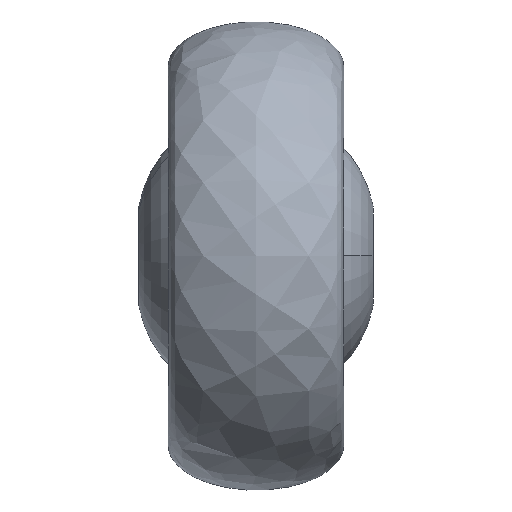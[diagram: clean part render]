
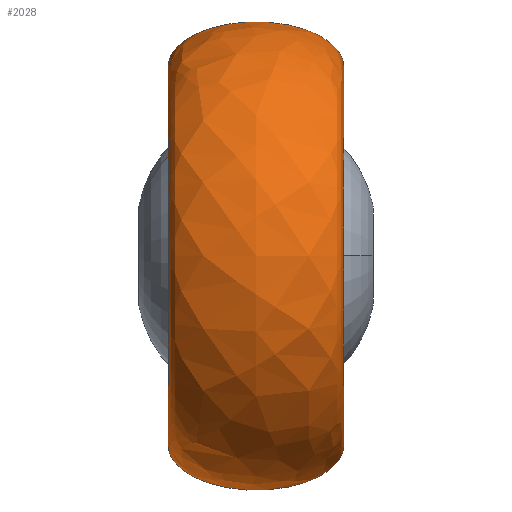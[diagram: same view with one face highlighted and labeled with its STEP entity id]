
A CAD part, top view. The second image highlights one B-rep face of the part: STEP entity #2028.
In plain terms, the highlighted free-form (B-spline) face has degree [3, 3] with [4, 4] control points.
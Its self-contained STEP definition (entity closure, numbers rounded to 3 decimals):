
#33 = CARTESIAN_POINT ( 'NONE',  ( 15., 32.25, 0. ) ) ;
#53 = VERTEX_POINT ( 'NONE', #1450 ) ;
#130 = AXIS2_PLACEMENT_3D ( 'NONE', #3130, #3775, #3141 ) ;
#143 = FACE_OUTER_BOUND ( 'NONE', #3136, .T. ) ;
#258 = DIRECTION ( 'NONE',  ( -1., 0., 0. ) ) ;
#424 = CARTESIAN_POINT ( 'NONE',  ( -15., -32.25, 0. ) ) ;
#502 = CARTESIAN_POINT ( 'NONE',  ( -15., -47.75, 0. ) ) ;
#520 = ORIENTED_EDGE ( 'NONE', *, *, #596, .T. ) ;
#596 = EDGE_CURVE ( 'NONE', #53, #3474, #2340, .T. ) ;
#986 = EDGE_CURVE ( 'NONE', #1437, #1435, #1064, .T. ) ;
#1012 = AXIS2_PLACEMENT_3D ( 'NONE', #4221, #258, #2261 ) ;
#1038 = EDGE_CURVE ( 'NONE', #53, #1437, #2020, .T. ) ;
#1064 = CIRCLE ( 'NONE', #130, 32.25 ) ;
#1115 = CARTESIAN_POINT ( 'NONE',  ( -15., 32.25, 0. ) ) ;
#1255 = EDGE_CURVE ( 'NONE', #3474, #1435, #1429, .T. ) ;
#1272 = CARTESIAN_POINT ( 'NONE',  ( -15., -47.75, 0. ) ) ;
#1285 = CARTESIAN_POINT ( 'NONE',  ( 15., 32.25, 0. ) ) ;
#1296 = CARTESIAN_POINT ( 'NONE',  ( 15., -32.25, 0. ) ) ;
#1312 = CARTESIAN_POINT ( 'NONE',  ( 15., -47.75, 95.5 ) ) ;
#1354 = CARTESIAN_POINT ( 'NONE',  ( -15., 32.25, 0. ) ) ;
#1377 =( BOUNDED_SURFACE ( )  B_SPLINE_SURFACE ( 3, 3, ( 
 ( #1296, #2959, #3612, #1285 ),
 ( #3921, #1312, #1619, #1976 ),
 ( #1272, #2296, #1952, #2599 ),
 ( #2266, #3298, #3589, #4242 ) ),
 .UNSPECIFIED., .F., .F., .F. ) 
 B_SPLINE_SURFACE_WITH_KNOTS ( ( 4, 4 ),
 ( 4, 4 ),
 ( 0., 1. ),
 ( 0., 1. ),
 .UNSPECIFIED. ) 
 GEOMETRIC_REPRESENTATION_ITEM ( )  RATIONAL_B_SPLINE_SURFACE ( (
 ( 1., 0.333, 0.333, 1.),
 ( 0.333, 0.111, 0.111, 0.333),
 ( 0.333, 0.111, 0.111, 0.333),
 ( 1., 0.333, 0.333, 1.) ) ) 
 REPRESENTATION_ITEM ( '' )  SURFACE ( )  );
#1429 =( BOUNDED_CURVE ( )  B_SPLINE_CURVE ( 3, ( #33, #2682, #2357, #1354 ),
 .UNSPECIFIED., .F., .F. ) 
 B_SPLINE_CURVE_WITH_KNOTS ( ( 4, 4 ),
 ( 0., 1. ),
 .UNSPECIFIED. ) 
 CURVE ( )  GEOMETRIC_REPRESENTATION_ITEM ( )  RATIONAL_B_SPLINE_CURVE ( ( 1., 0.333, 0.333, 1. ) ) 
 REPRESENTATION_ITEM ( '' )  );
#1435 = VERTEX_POINT ( 'NONE', #1115 ) ;
#1437 = VERTEX_POINT ( 'NONE', #424 ) ;
#1450 = CARTESIAN_POINT ( 'NONE',  ( 15., -32.25, 0. ) ) ;
#1489 = CARTESIAN_POINT ( 'NONE',  ( 15., -47.75, 0. ) ) ;
#1619 = CARTESIAN_POINT ( 'NONE',  ( 15., 47.75, 95.5 ) ) ;
#1952 = CARTESIAN_POINT ( 'NONE',  ( -15., 47.75, 95.5 ) ) ;
#1976 = CARTESIAN_POINT ( 'NONE',  ( 15., 47.75, 0. ) ) ;
#2020 =( BOUNDED_CURVE ( )  B_SPLINE_CURVE ( 3, ( #2470, #1489, #502, #3806 ),
 .UNSPECIFIED., .F., .F. ) 
 B_SPLINE_CURVE_WITH_KNOTS ( ( 4, 4 ),
 ( 0., 1. ),
 .UNSPECIFIED. ) 
 CURVE ( )  GEOMETRIC_REPRESENTATION_ITEM ( )  RATIONAL_B_SPLINE_CURVE ( ( 1., 0.333, 0.333, 1. ) ) 
 REPRESENTATION_ITEM ( '' )  );
#2028 = ADVANCED_FACE ( 'NONE', ( #143 ), #1377, .F. ) ;
#2261 = DIRECTION ( 'NONE',  ( 0., 1., 0. ) ) ;
#2266 = CARTESIAN_POINT ( 'NONE',  ( -15., -32.25, 0. ) ) ;
#2296 = CARTESIAN_POINT ( 'NONE',  ( -15., -47.75, 95.5 ) ) ;
#2340 = CIRCLE ( 'NONE', #1012, 32.25 ) ;
#2357 = CARTESIAN_POINT ( 'NONE',  ( -15., 47.75, 0. ) ) ;
#2470 = CARTESIAN_POINT ( 'NONE',  ( 15., -32.25, 0. ) ) ;
#2599 = CARTESIAN_POINT ( 'NONE',  ( -15., 47.75, 0. ) ) ;
#2682 = CARTESIAN_POINT ( 'NONE',  ( 15., 47.75, 0. ) ) ;
#2820 = ORIENTED_EDGE ( 'NONE', *, *, #986, .F. ) ;
#2858 = CARTESIAN_POINT ( 'NONE',  ( 15., 32.25, 0. ) ) ;
#2959 = CARTESIAN_POINT ( 'NONE',  ( 15., -32.25, 64.5 ) ) ;
#3024 = ORIENTED_EDGE ( 'NONE', *, *, #1255, .T. ) ;
#3130 = CARTESIAN_POINT ( 'NONE',  ( -15., 0., 0. ) ) ;
#3136 = EDGE_LOOP ( 'NONE', ( #3224, #520, #3024, #2820 ) ) ;
#3141 = DIRECTION ( 'NONE',  ( 0., 1., 0. ) ) ;
#3224 = ORIENTED_EDGE ( 'NONE', *, *, #1038, .F. ) ;
#3298 = CARTESIAN_POINT ( 'NONE',  ( -15., -32.25, 64.5 ) ) ;
#3474 = VERTEX_POINT ( 'NONE', #2858 ) ;
#3589 = CARTESIAN_POINT ( 'NONE',  ( -15., 32.25, 64.5 ) ) ;
#3612 = CARTESIAN_POINT ( 'NONE',  ( 15., 32.25, 64.5 ) ) ;
#3775 = DIRECTION ( 'NONE',  ( -1., 0., 0. ) ) ;
#3806 = CARTESIAN_POINT ( 'NONE',  ( -15., -32.25, 0. ) ) ;
#3921 = CARTESIAN_POINT ( 'NONE',  ( 15., -47.75, 0. ) ) ;
#4221 = CARTESIAN_POINT ( 'NONE',  ( 15., 0., 0. ) ) ;
#4242 = CARTESIAN_POINT ( 'NONE',  ( -15., 32.25, 0. ) ) ;
